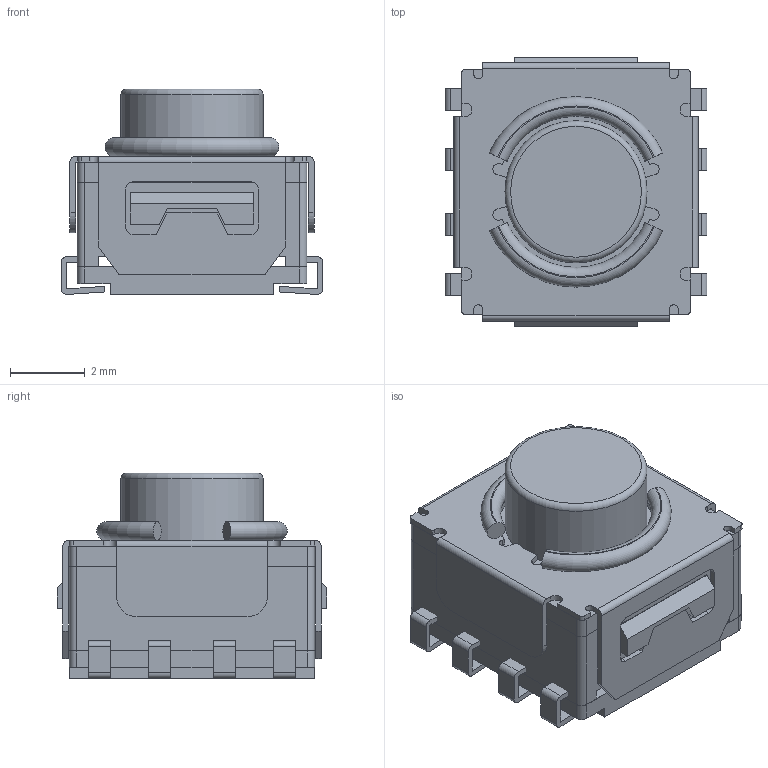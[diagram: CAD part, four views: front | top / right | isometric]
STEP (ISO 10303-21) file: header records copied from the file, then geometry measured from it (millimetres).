
FILE_DESCRIPTION(/* description */ (''),/* implementation_level */ '2;1');
FILE_NAME(/* name */ '228EJVAYFR.step',/* time_stamp */ '2025-12-10T15:24:02+02:00',/* author */ (''),/* organization */ (''),/* preprocessor_version */ 'ST-DEVELOPER v20.1',/* originating_system */ 'Autodesk Translation Framework v14.21.0.0',/* authorisation */ '');
FILE_SCHEMA (('AUTOMOTIVE_DESIGN { 1 0 10303 214 3 1 1 }'));
Length unit declared in the file: millimetre
Products named in the file (1): 228EJVAYFR
Bounding box: 7 x 7.2 x 5.5 mm (x, y, z)
Volume: 167.3 mm3; surface area: 572 mm2
Topology: 13 solids, 13 shells, 286 faces, 752 edges, 496 vertices
Faces by surface type: plane 208, cylinder 65, cone 8, torus 5
Full cylindrical faces by diameter (mm): 3.8 x1
Entity records: 8812 total; most frequent: CARTESIAN_POINT 1535, ORIENTED_EDGE 1504, DIRECTION 1483, EDGE_CURVE 752, LINE 595, VECTOR 595, VERTEX_POINT 496, AXIS2_PLACEMENT_3D 444
